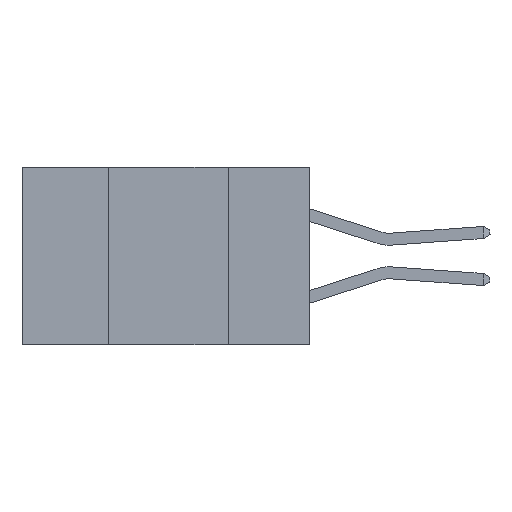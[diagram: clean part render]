
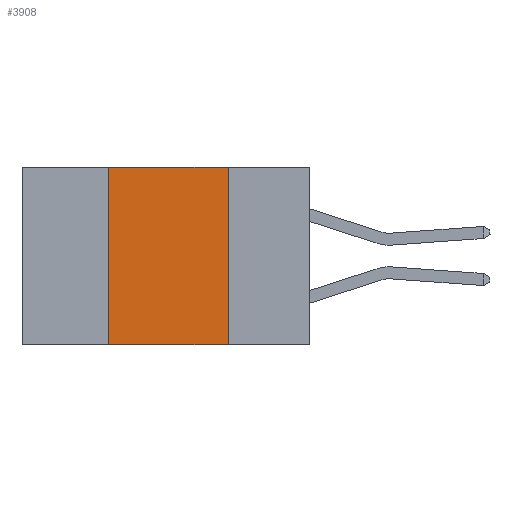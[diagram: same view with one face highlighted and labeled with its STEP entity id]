
A CAD part, left-side view. The second image highlights one B-rep face of the part: STEP entity #3908.
In plain terms, the highlighted planar face has unit normal (-1, 0, 0).
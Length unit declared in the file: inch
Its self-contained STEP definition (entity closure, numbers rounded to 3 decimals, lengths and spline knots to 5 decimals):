
#20 = CARTESIAN_POINT ( 'NONE',  ( 0., 0.42, 0. ) ) ;
#363 = CARTESIAN_POINT ( 'NONE',  ( 0., 0.17, -0.37 ) ) ;
#2992 = EDGE_LOOP ( 'NONE', ( #16331, #17001, #6312, #23262 ) ) ;
#3383 = CARTESIAN_POINT ( 'NONE',  ( 0., 0.42, 0. ) ) ;
#3627 = CARTESIAN_POINT ( 'NONE',  ( 0., 0.17, 0. ) ) ;
#3908 = ADVANCED_FACE ( 'NONE', ( #24615 ), #11469, .F. ) ;
#5144 = VECTOR ( 'NONE', #5847, 39.37008 ) ;
#5657 = LINE ( 'NONE', #3627, #8411 ) ;
#5799 = DIRECTION ( 'NONE',  ( 0., 0., -1. ) ) ;
#5847 = DIRECTION ( 'NONE',  ( 0., -1., 0. ) ) ;
#6312 = ORIENTED_EDGE ( 'NONE', *, *, #18806, .F. ) ;
#6942 = AXIS2_PLACEMENT_3D ( 'NONE', #23096, #10907, #14792 ) ;
#8411 = VECTOR ( 'NONE', #5799, 39.37008 ) ;
#9184 = VECTOR ( 'NONE', #15064, 39.37008 ) ;
#9470 = DIRECTION ( 'NONE',  ( 0., -1., 0. ) ) ;
#10907 = DIRECTION ( 'NONE',  ( 1., 0., 0. ) ) ;
#10908 = LINE ( 'NONE', #16491, #5144 ) ;
#11271 = CARTESIAN_POINT ( 'NONE',  ( 0., 0.17, 0. ) ) ;
#11469 = PLANE ( 'NONE',  #6942 ) ;
#12892 = VERTEX_POINT ( 'NONE', #11271 ) ;
#14792 = DIRECTION ( 'NONE',  ( 0., 0., -1. ) ) ;
#15064 = DIRECTION ( 'NONE',  ( 0., 0., 1. ) ) ;
#16331 = ORIENTED_EDGE ( 'NONE', *, *, #23023, .F. ) ;
#16491 = CARTESIAN_POINT ( 'NONE',  ( 0., 0.6, -0.37 ) ) ;
#16841 = VECTOR ( 'NONE', #9470, 39.37008 ) ;
#17001 = ORIENTED_EDGE ( 'NONE', *, *, #26511, .F. ) ;
#17396 = EDGE_CURVE ( 'NONE', #24468, #17590, #10908, .T. ) ;
#17590 = VERTEX_POINT ( 'NONE', #363 ) ;
#18806 = EDGE_CURVE ( 'NONE', #24468, #19195, #19817, .T. ) ;
#19195 = VERTEX_POINT ( 'NONE', #3383 ) ;
#19817 = LINE ( 'NONE', #20, #9184 ) ;
#20052 = CARTESIAN_POINT ( 'NONE',  ( 0., 0.6, 0. ) ) ;
#20818 = CARTESIAN_POINT ( 'NONE',  ( 0., 0.42, -0.37 ) ) ;
#23023 = EDGE_CURVE ( 'NONE', #12892, #17590, #5657, .T. ) ;
#23096 = CARTESIAN_POINT ( 'NONE',  ( 0., 0.6, 0. ) ) ;
#23107 = LINE ( 'NONE', #20052, #16841 ) ;
#23262 = ORIENTED_EDGE ( 'NONE', *, *, #17396, .T. ) ;
#24468 = VERTEX_POINT ( 'NONE', #20818 ) ;
#24615 = FACE_OUTER_BOUND ( 'NONE', #2992, .T. ) ;
#26511 = EDGE_CURVE ( 'NONE', #19195, #12892, #23107, .T. ) ;
